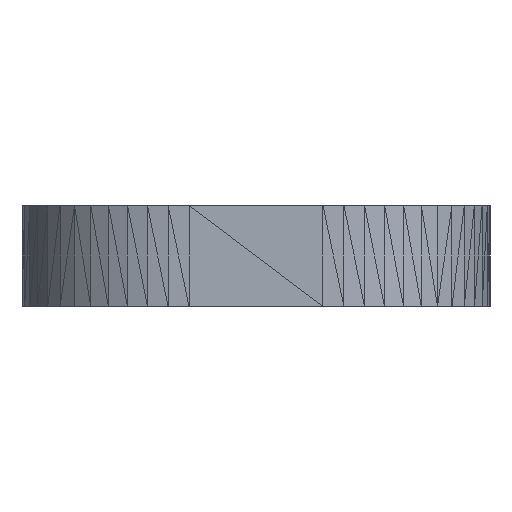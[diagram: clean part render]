
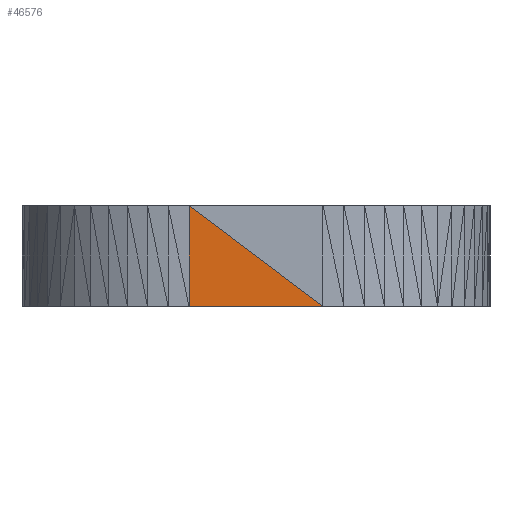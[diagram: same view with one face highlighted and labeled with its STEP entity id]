
A CAD part, left-side view. The second image highlights one B-rep face of the part: STEP entity #46576.
In plain terms, the highlighted planar face has unit normal (-1, 0, 0).
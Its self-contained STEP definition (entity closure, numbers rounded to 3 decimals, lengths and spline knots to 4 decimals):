
#46381 = VERTEX_POINT('',#46382);
#46382 = CARTESIAN_POINT('',(-44.5,2.,3.));
#46417 = PLANE('',#46418);
#46418 = AXIS2_PLACEMENT_3D('',#46419,#46420,#46421);
#46419 = CARTESIAN_POINT('',(-44.5,-0.5,2.));
#46420 = DIRECTION('',(-1.,-0.,-0.));
#46421 = DIRECTION('',(0.,0.,-1.));
#46433 = VERTEX_POINT('',#46434);
#46434 = CARTESIAN_POINT('',(-44.5,2.,0.));
#46455 = PLANE('',#46456);
#46456 = AXIS2_PLACEMENT_3D('',#46457,#46458,#46459);
#46457 = CARTESIAN_POINT('',(-44.4891,2.1729,
    1.6407));
#46458 = DIRECTION('',(-0.998,0.063,
    0.));
#46459 = DIRECTION('',(-0.063,-0.998,0.));
#46525 = EDGE_CURVE('',#46381,#46433,#46526,.T.);
#46526 = SURFACE_CURVE('',#46527,(#46531,#46538),.PCURVE_S1.);
#46527 = LINE('',#46528,#46529);
#46528 = CARTESIAN_POINT('',(-44.5,2.,3.));
#46529 = VECTOR('',#46530,1.);
#46530 = DIRECTION('',(0.,0.,-1.));
#46531 = PCURVE('',#46455,#46532);
#46532 = DEFINITIONAL_REPRESENTATION('',(#46533),#46537);
#46533 = LINE('',#46534,#46535);
#46534 = CARTESIAN_POINT('',(0.173,1.359));
#46535 = VECTOR('',#46536,1.);
#46536 = DIRECTION('',(0.,-1.));
#46537 = ( GEOMETRIC_REPRESENTATION_CONTEXT(2) 
PARAMETRIC_REPRESENTATION_CONTEXT() REPRESENTATION_CONTEXT('2D SPACE',''
  ) );
#46538 = PCURVE('',#46539,#46544);
#46539 = PLANE('',#46540);
#46540 = AXIS2_PLACEMENT_3D('',#46541,#46542,#46543);
#46541 = CARTESIAN_POINT('',(-44.5,0.5,1.));
#46542 = DIRECTION('',(-1.,-0.,-0.));
#46543 = DIRECTION('',(0.,0.,-1.));
#46544 = DEFINITIONAL_REPRESENTATION('',(#46545),#46549);
#46545 = LINE('',#46546,#46547);
#46546 = CARTESIAN_POINT('',(-2.,-1.5));
#46547 = VECTOR('',#46548,1.);
#46548 = DIRECTION('',(1.,0.));
#46549 = ( GEOMETRIC_REPRESENTATION_CONTEXT(2) 
PARAMETRIC_REPRESENTATION_CONTEXT() REPRESENTATION_CONTEXT('2D SPACE',''
  ) );
#46576 = ADVANCED_FACE('',(#46577),#46539,.T.);
#46577 = FACE_BOUND('',#46578,.T.);
#46578 = EDGE_LOOP('',(#46579,#46602,#46603));
#46579 = ORIENTED_EDGE('',*,*,#46580,.T.);
#46580 = EDGE_CURVE('',#46581,#46381,#46583,.T.);
#46581 = VERTEX_POINT('',#46582);
#46582 = CARTESIAN_POINT('',(-44.5,-2.,0.));
#46583 = SURFACE_CURVE('',#46584,(#46588,#46595),.PCURVE_S1.);
#46584 = LINE('',#46585,#46586);
#46585 = CARTESIAN_POINT('',(-44.5,-2.,0.));
#46586 = VECTOR('',#46587,1.);
#46587 = DIRECTION('',(0.,0.8,0.6));
#46588 = PCURVE('',#46539,#46589);
#46589 = DEFINITIONAL_REPRESENTATION('',(#46590),#46594);
#46590 = LINE('',#46591,#46592);
#46591 = CARTESIAN_POINT('',(1.,2.5));
#46592 = VECTOR('',#46593,1.);
#46593 = DIRECTION('',(-0.6,-0.8));
#46594 = ( GEOMETRIC_REPRESENTATION_CONTEXT(2) 
PARAMETRIC_REPRESENTATION_CONTEXT() REPRESENTATION_CONTEXT('2D SPACE',''
  ) );
#46595 = PCURVE('',#46417,#46596);
#46596 = DEFINITIONAL_REPRESENTATION('',(#46597),#46601);
#46597 = LINE('',#46598,#46599);
#46598 = CARTESIAN_POINT('',(2.,1.5));
#46599 = VECTOR('',#46600,1.);
#46600 = DIRECTION('',(-0.6,-0.8));
#46601 = ( GEOMETRIC_REPRESENTATION_CONTEXT(2) 
PARAMETRIC_REPRESENTATION_CONTEXT() REPRESENTATION_CONTEXT('2D SPACE',''
  ) );
#46602 = ORIENTED_EDGE('',*,*,#46525,.T.);
#46603 = ORIENTED_EDGE('',*,*,#46604,.T.);
#46604 = EDGE_CURVE('',#46433,#46581,#46605,.T.);
#46605 = SURFACE_CURVE('',#46606,(#46610,#46617),.PCURVE_S1.);
#46606 = LINE('',#46607,#46608);
#46607 = CARTESIAN_POINT('',(-44.5,2.,0.));
#46608 = VECTOR('',#46609,1.);
#46609 = DIRECTION('',(0.,-1.,0.));
#46610 = PCURVE('',#46539,#46611);
#46611 = DEFINITIONAL_REPRESENTATION('',(#46612),#46616);
#46612 = LINE('',#46613,#46614);
#46613 = CARTESIAN_POINT('',(1.,-1.5));
#46614 = VECTOR('',#46615,1.);
#46615 = DIRECTION('',(0.,1.));
#46616 = ( GEOMETRIC_REPRESENTATION_CONTEXT(2) 
PARAMETRIC_REPRESENTATION_CONTEXT() REPRESENTATION_CONTEXT('2D SPACE',''
  ) );
#46617 = PCURVE('',#46618,#46623);
#46618 = PLANE('',#46619);
#46619 = AXIS2_PLACEMENT_3D('',#46620,#46621,#46622);
#46620 = CARTESIAN_POINT('',(-43.225,0.,0.));
#46621 = DIRECTION('',(-0.,-0.,-1.));
#46622 = DIRECTION('',(-1.,0.,0.));
#46623 = DEFINITIONAL_REPRESENTATION('',(#46624),#46628);
#46624 = LINE('',#46625,#46626);
#46625 = CARTESIAN_POINT('',(1.275,2.));
#46626 = VECTOR('',#46627,1.);
#46627 = DIRECTION('',(0.,-1.));
#46628 = ( GEOMETRIC_REPRESENTATION_CONTEXT(2) 
PARAMETRIC_REPRESENTATION_CONTEXT() REPRESENTATION_CONTEXT('2D SPACE',''
  ) );
